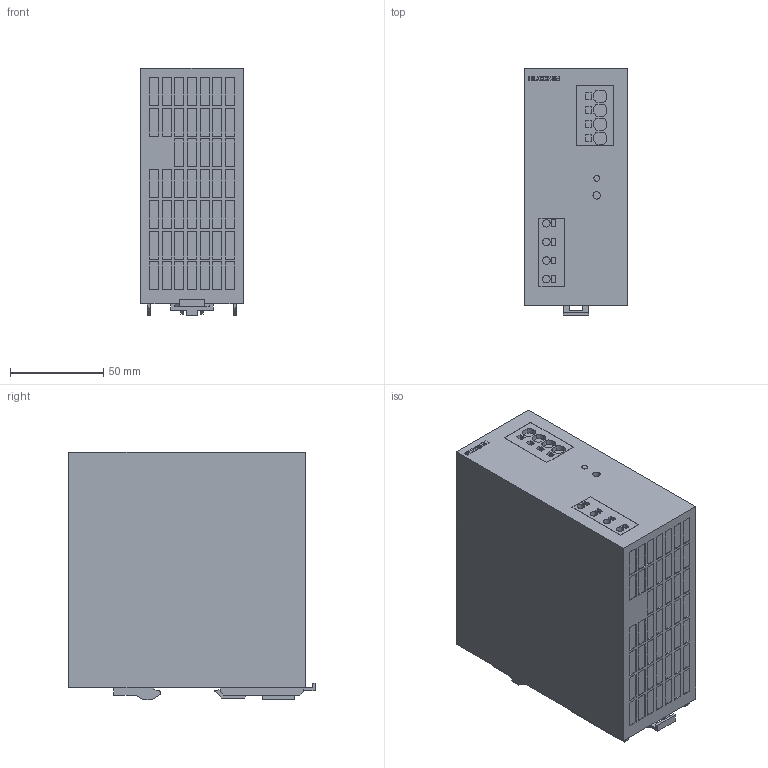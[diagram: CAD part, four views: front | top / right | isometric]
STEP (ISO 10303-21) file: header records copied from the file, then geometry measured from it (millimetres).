
FILE_DESCRIPTION (( 'STEP AP214' ), '1' );
FILE_NAME ('1015772.STEP', '2025-03-24T10:19:49', ( '' ), ( '' ), 'SwSTEP 2.0', 'SolidWorks 2022', '' );
FILE_SCHEMA (( 'AUTOMOTIVE_DESIGN' ));
Length unit declared in the file: millimetre
Products named in the file (1): 1015772
Bounding box: 55 x 132.2 x 133 mm (x, y, z)
Volume: 883152 mm3; surface area: 65006.5 mm2
Topology: 1 solids, 1 shells, 867 faces, 2196 edges, 1462 vertices
Faces by surface type: plane 819, cylinder 40, bspline 8
Entity records: 25764 total; most frequent: CARTESIAN_POINT 4726, ORIENTED_EDGE 4392, DIRECTION 3980, EDGE_CURVE 2196, LINE 2100, VECTOR 2100, VERTEX_POINT 1462, EDGE_LOOP 1000
